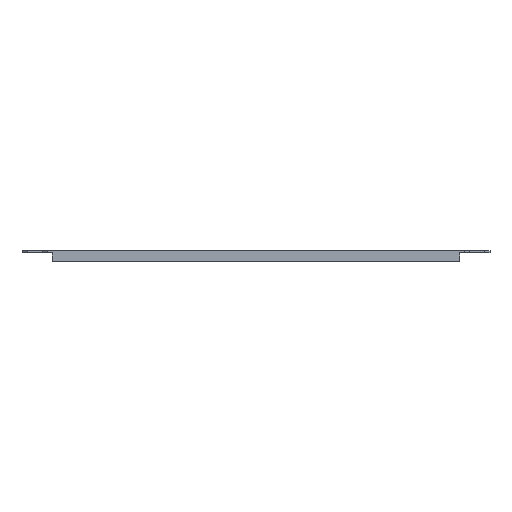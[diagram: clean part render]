
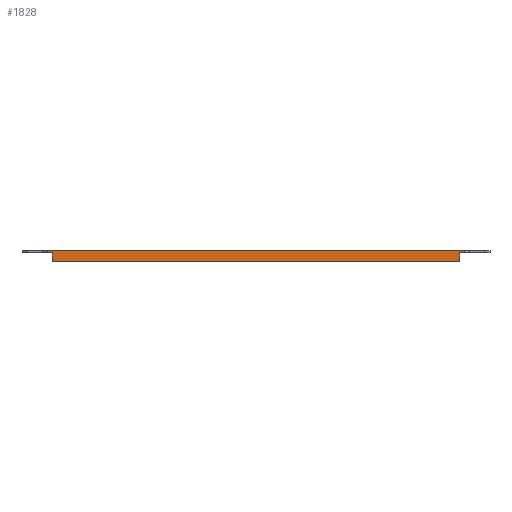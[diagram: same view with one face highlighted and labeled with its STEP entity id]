
A CAD part, front view. The second image highlights one B-rep face of the part: STEP entity #1828.
In plain terms, the highlighted planar face has unit normal (0, -1, 0).
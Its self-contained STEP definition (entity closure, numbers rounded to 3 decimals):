
#151=DIRECTION('',(1.,0.,0.));
#152=VECTOR('',#151,416.);
#153=CARTESIAN_POINT('',(1016.302,109.978,2.));
#154=LINE('',#153,#152);
#720=DIRECTION('',(1.,0.,0.));
#721=VECTOR('',#720,406.);
#722=CARTESIAN_POINT('',(1021.302,109.978,-8.));
#723=LINE('',#722,#721);
#748=DIRECTION('',(1.,0.,0.));
#749=VECTOR('',#748,5.);
#750=CARTESIAN_POINT('',(1427.302,109.978,0.));
#751=LINE('',#750,#749);
#755=DIRECTION('',(0.,0.,-1.));
#756=VECTOR('',#755,8.);
#757=CARTESIAN_POINT('',(1021.302,109.978,0.));
#758=LINE('',#757,#756);
#762=DIRECTION('',(1.,0.,0.));
#763=VECTOR('',#762,5.);
#764=CARTESIAN_POINT('',(1016.302,109.978,0.));
#765=LINE('',#764,#763);
#769=DIRECTION('',(0.,0.,-1.));
#770=VECTOR('',#769,2.);
#771=CARTESIAN_POINT('',(1016.302,109.978,2.));
#772=LINE('',#771,#770);
#776=DIRECTION('',(0.,0.,-1.));
#777=VECTOR('',#776,8.);
#778=CARTESIAN_POINT('',(1427.302,109.978,0.));
#779=LINE('',#778,#777);
#937=DIRECTION('',(0.,0.,-1.));
#938=VECTOR('',#937,2.);
#939=CARTESIAN_POINT('',(1432.302,109.978,2.));
#940=LINE('',#939,#938);
#1123=CARTESIAN_POINT('',(1432.302,109.978,2.));
#1124=VERTEX_POINT('',#1123);
#1125=CARTESIAN_POINT('',(1432.302,109.978,0.));
#1126=VERTEX_POINT('',#1125);
#1127=CARTESIAN_POINT('',(1016.302,109.978,2.));
#1128=VERTEX_POINT('',#1127);
#1129=CARTESIAN_POINT('',(1016.302,109.978,0.));
#1130=VERTEX_POINT('',#1129);
#1231=CARTESIAN_POINT('',(1021.302,109.978,-8.));
#1232=CARTESIAN_POINT('',(1427.302,109.978,-8.));
#1233=VERTEX_POINT('',#1231);
#1234=VERTEX_POINT('',#1232);
#1247=CARTESIAN_POINT('',(1427.302,109.978,0.));
#1249=VERTEX_POINT('',#1247);
#1253=CARTESIAN_POINT('',(1021.302,109.978,0.));
#1254=VERTEX_POINT('',#1253);
#1809=CARTESIAN_POINT('',(1224.302,109.978,0.));
#1810=DIRECTION('',(0.,-1.,0.));
#1811=DIRECTION('',(1.,0.,0.));
#1812=AXIS2_PLACEMENT_3D('',#1809,#1810,#1811);
#1813=PLANE('',#1812);
#1814=ORIENTED_EDGE('',*,*,#1448,.F.);
#1816=ORIENTED_EDGE('',*,*,#1815,.T.);
#1817=ORIENTED_EDGE('',*,*,#1791,.F.);
#1819=ORIENTED_EDGE('',*,*,#1818,.F.);
#1820=ORIENTED_EDGE('',*,*,#1440,.F.);
#1822=ORIENTED_EDGE('',*,*,#1821,.F.);
#1823=ORIENTED_EDGE('',*,*,#1312,.T.);
#1825=ORIENTED_EDGE('',*,*,#1824,.T.);
#1826=EDGE_LOOP('',(#1814,#1816,#1817,#1819,#1820,#1822,#1823,#1825));
#1827=FACE_OUTER_BOUND('',#1826,.F.);
#1312=EDGE_CURVE('',#1128,#1124,#154,.T.);
#1440=EDGE_CURVE('',#1130,#1254,#765,.T.);
#1448=EDGE_CURVE('',#1249,#1126,#751,.T.);
#1791=EDGE_CURVE('',#1233,#1234,#723,.T.);
#1815=EDGE_CURVE('',#1249,#1234,#779,.T.);
#1818=EDGE_CURVE('',#1254,#1233,#758,.T.);
#1821=EDGE_CURVE('',#1128,#1130,#772,.T.);
#1824=EDGE_CURVE('',#1124,#1126,#940,.T.);
#1828=ADVANCED_FACE('',(#1827),#1813,.T.);
